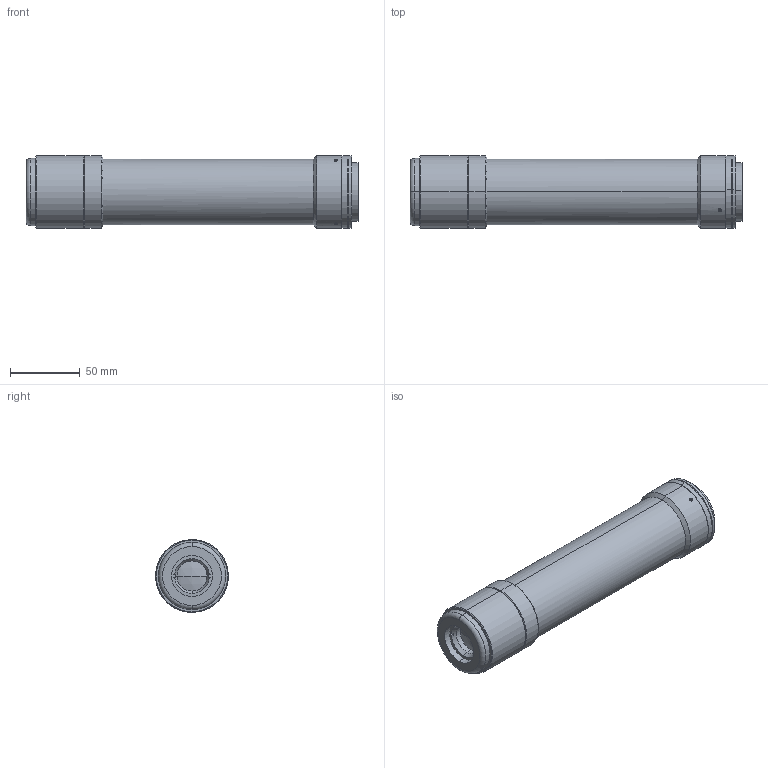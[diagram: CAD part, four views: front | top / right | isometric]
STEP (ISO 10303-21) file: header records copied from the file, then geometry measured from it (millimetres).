
FILE_DESCRIPTION (( 'STEP AP203' ), '1' );
FILE_NAME ('DP31658-A_MC4K175X-J.step', '2022-01-25T09:54:19', ( '' ), ( '' ), 'SwSTEP 2.0', 'SolidWorks 2021', '' );
FILE_SCHEMA (( 'CONFIG_CONTROL_DESIGN' ));
Length unit declared in the file: millimetre
Products named in the file (1): DP31658-A_MC4K175X-J
Bounding box: 237.46 x 52 x 52 mm (x, y, z)
Surface area: 50666.9 mm2 (no closed solid volume)
Topology: 0 solids, 15 shells, 94 faces, 267 edges, 185 vertices
Faces by surface type: plane 37, cylinder 35, cone 18, sphere 2, torus 2
Entity records: 3547 total; most frequent: CARTESIAN_POINT 1014, DIRECTION 546, ORIENTED_EDGE 424, EDGE_CURVE 267, AXIS2_PLACEMENT_3D 207, VERTEX_POINT 185, LINE 132, VECTOR 132
